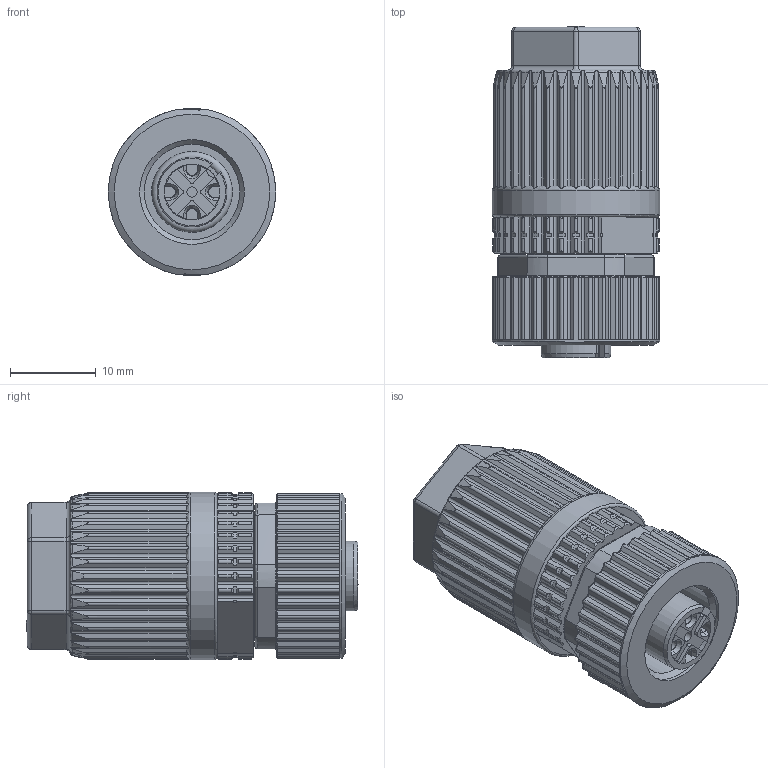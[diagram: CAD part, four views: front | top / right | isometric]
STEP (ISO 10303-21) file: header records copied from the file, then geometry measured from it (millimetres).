
FILE_DESCRIPTION(/* description */ (''),/* implementation_level */ '2;1');
FILE_NAME(/* name */ '100577975ugm000_a.stp',/* time_stamp */ '2015-08-18T11:09:25+02:00',/* author */ (''),/* organization */ (''),/* preprocessor_version */ 'ST-DEVELOPER v15',/* originating_system */ 'SIEMENS PLM Software NX 8.5',/* authorisation */ '');
FILE_SCHEMA (('AUTOMOTIVE_DESIGN { 1 0 10303 214 3 1 1 1 }'));
Length unit declared in the file: millimetre
Products named in the file (1): 100577975ugm000_a
Bounding box: 19.5 x 38.66 x 19.5 mm (x, y, z)
Volume: 8822.5 mm3; surface area: 4746.3 mm2
Topology: 1 solids, 2 shells, 1127 faces, 3062 edges, 1943 vertices
Faces by surface type: plane 430, cylinder 390, cone 158, bspline 147, torus 2
Full cylindrical faces by diameter (mm): 1.2 x1, 1.9 x1, 2.2 x1, 6.5 x1, 9.2 x1, 11.1 x1, 12.2 x1, 19.5 x1
Entity records: 39463 total; most frequent: CARTESIAN_POINT 12734, ORIENTED_EDGE 6068, DIRECTION 5130, EDGE_CURVE 3034, AXIS2_PLACEMENT_3D 1942, VERTEX_POINT 1936, LINE 1246, VECTOR 1246
